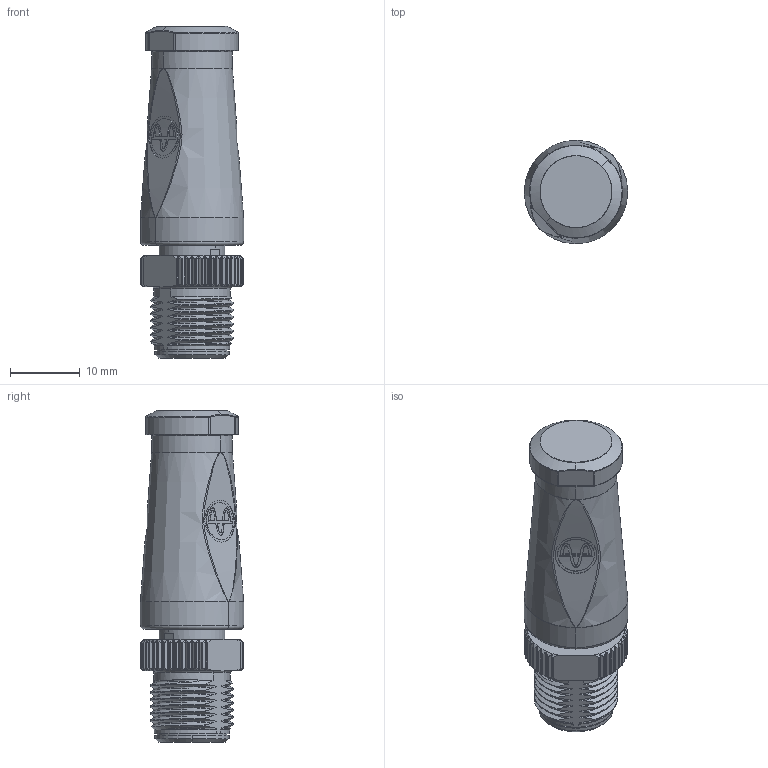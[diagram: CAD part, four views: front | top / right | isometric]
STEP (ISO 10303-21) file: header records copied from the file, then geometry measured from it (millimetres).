
FILE_DESCRIPTION (( 'STEP AP214' ), '1' );
FILE_NAME ('Customer-P2096A0110-M12MS-8AF-Yamaichi.STEP', '2020-09-30T14:22:01', ( '' ), ( '' ), 'SwSTEP 2.0', 'SolidWorks 2018', '' );
FILE_SCHEMA (( 'AUTOMOTIVE_DESIGN' ));
Length unit declared in the file: millimetre
Products named in the file (1): Customer-P2096A0110-M12MS-8AF-Yamaichi
Bounding box: 14.75 x 14.75 x 47.5 mm (x, y, z)
Volume: 5594.4 mm3; surface area: 2927.3 mm2
Topology: 1 solids, 1 shells, 998 faces, 2306 edges, 1277 vertices
Faces by surface type: bspline 314, cylinder 257, sphere 189, plane 116, torus 105, cone 17
Entity records: 58719 total; most frequent: CARTESIAN_POINT 35316, ORIENTED_EDGE 4474, DIRECTION 3913, EDGE_CURVE 2237, AXIS2_PLACEMENT_3D 1721, VERTEX_POINT 1269, CIRCLE 1036, EDGE_LOOP 1026
